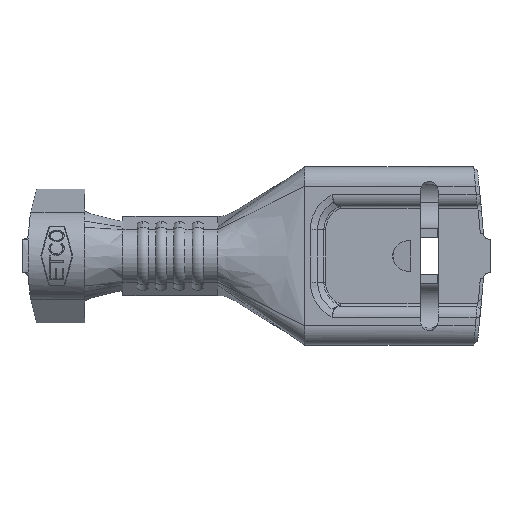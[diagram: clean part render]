
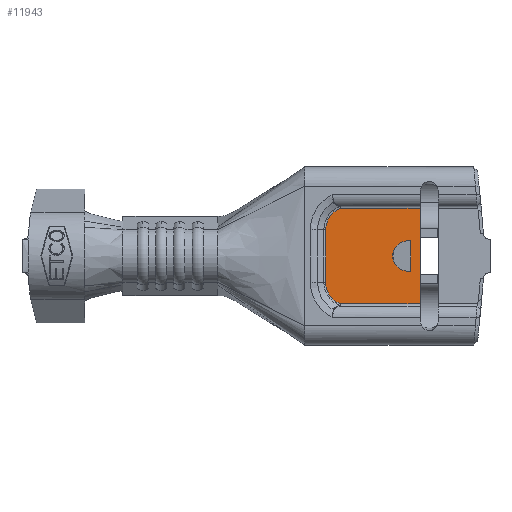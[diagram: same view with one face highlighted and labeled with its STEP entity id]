
A CAD part, front view. The second image highlights one B-rep face of the part: STEP entity #11943.
In plain terms, the highlighted planar face has unit normal (0, -1, 0).
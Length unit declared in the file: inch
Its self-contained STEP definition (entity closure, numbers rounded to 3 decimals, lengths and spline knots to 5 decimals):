
#167 = EDGE_CURVE ( 'NONE', #5956, #14098, #2898, .T. ) ;
#261 = LINE ( 'NONE', #4956, #11963 ) ;
#366 = CARTESIAN_POINT ( 'NONE',  ( -0.24948, 0.012, -0.0709 ) ) ;
#376 = AXIS2_PLACEMENT_3D ( 'NONE', #4306, #12365, #5546 ) ;
#802 = ORIENTED_EDGE ( 'NONE', *, *, #11732, .T. ) ;
#841 = EDGE_CURVE ( 'NONE', #1019, #7688, #261, .T. ) ;
#1019 = VERTEX_POINT ( 'NONE', #1823 ) ;
#1200 = VECTOR ( 'NONE', #2007, 39.37008 ) ;
#1496 = CARTESIAN_POINT ( 'NONE',  ( -0.23608, 0.012, -0.07875 ) ) ;
#1823 = CARTESIAN_POINT ( 'NONE',  ( -0.105, 0.012, -0.07875 ) ) ;
#2007 = DIRECTION ( 'NONE',  ( 0., 0., 1. ) ) ;
#2072 = CARTESIAN_POINT ( 'NONE',  ( -0.12, 0.012, 0.025 ) ) ;
#2609 = VERTEX_POINT ( 'NONE', #10249 ) ;
#2681 = EDGE_CURVE ( 'NONE', #2609, #12240, #8800, .T. ) ;
#2792 = EDGE_CURVE ( 'NONE', #14098, #6763, #6224, .T. ) ;
#2848 = EDGE_CURVE ( 'NONE', #12237, #5956, #14215, .T. ) ;
#2898 = CIRCLE ( 'NONE', #13695, 0.025 ) ;
#3124 = ORIENTED_EDGE ( 'NONE', *, *, #167, .F. ) ;
#3481 = CARTESIAN_POINT ( 'NONE',  ( -0.125, 0.012, 0.025 ) ) ;
#3756 = CARTESIAN_POINT ( 'NONE',  ( -0.12, 0.012, 0.025 ) ) ;
#3767 = FACE_BOUND ( 'NONE', #10326, .T. ) ;
#3807 = CARTESIAN_POINT ( 'NONE',  ( -0.23608, 0.012, -0.07875 ) ) ;
#4306 = CARTESIAN_POINT ( 'NONE',  ( -0.262, 0.012, 0.07875 ) ) ;
#4406 = ORIENTED_EDGE ( 'NONE', *, *, #13698, .T. ) ;
#4944 = VERTEX_POINT ( 'NONE', #10200 ) ;
#4956 = CARTESIAN_POINT ( 'NONE',  ( -0.105, 0.012, -0.11 ) ) ;
#5045 = DIRECTION ( 'NONE',  ( 1., 0., 0. ) ) ;
#5055 = CARTESIAN_POINT ( 'NONE',  ( -0.125, 0.012, 0. ) ) ;
#5213 = ORIENTED_EDGE ( 'NONE', *, *, #2848, .F. ) ;
#5504 = VECTOR ( 'NONE', #9993, 39.37008 ) ;
#5542 = LINE ( 'NONE', #8105, #11223 ) ;
#5546 = DIRECTION ( 'NONE',  ( 0., 0., -1. ) ) ;
#5630 = CARTESIAN_POINT ( 'NONE',  ( -0.26041, 0.012, 0.07875 ) ) ;
#5789 = ORIENTED_EDGE ( 'NONE', *, *, #8460, .F. ) ;
#5923 = CARTESIAN_POINT ( 'NONE',  ( -0.26041, 0.012, -0.04296 ) ) ;
#5956 = VERTEX_POINT ( 'NONE', #3481 ) ;
#5974 = CARTESIAN_POINT ( 'NONE',  ( -0.26041, 0.012, -0.05069 ) ) ;
#6185 = DIRECTION ( 'NONE',  ( 0., 0., -1. ) ) ;
#6224 = LINE ( 'NONE', #14136, #11553 ) ;
#6447 = EDGE_CURVE ( 'NONE', #4944, #7688, #7883, .T. ) ;
#6481 = CARTESIAN_POINT ( 'NONE',  ( -0.25804, 0.012, 0.05831 ) ) ;
#6763 = VERTEX_POINT ( 'NONE', #6782 ) ;
#6767 = FACE_OUTER_BOUND ( 'NONE', #13052, .T. ) ;
#6782 = CARTESIAN_POINT ( 'NONE',  ( -0.12, 0.012, -0.025 ) ) ;
#7112 = CARTESIAN_POINT ( 'NONE',  ( -0.25807, 0.012, -0.05825 ) ) ;
#7223 = DIRECTION ( 'NONE',  ( 0., 0., 1. ) ) ;
#7433 = VERTEX_POINT ( 'NONE', #12604 ) ;
#7435 = VECTOR ( 'NONE', #12441, 39.37008 ) ;
#7606 = CARTESIAN_POINT ( 'NONE',  ( -0.26041, 0.012, 0.04296 ) ) ;
#7688 = VERTEX_POINT ( 'NONE', #12140 ) ;
#7883 = LINE ( 'NONE', #8478, #13603 ) ;
#8105 = CARTESIAN_POINT ( 'NONE',  ( -0.262, 0.012, -0.07875 ) ) ;
#8241 = CARTESIAN_POINT ( 'NONE',  ( -0.24327, 0.012, -0.07591 ) ) ;
#8460 = EDGE_CURVE ( 'NONE', #6763, #12237, #9855, .T. ) ;
#8478 = CARTESIAN_POINT ( 'NONE',  ( -0.262, 0.012, 0.07875 ) ) ;
#8700 = CARTESIAN_POINT ( 'NONE',  ( -0.24327, 0.012, 0.07591 ) ) ;
#8800 = B_SPLINE_CURVE_WITH_KNOTS ( 'NONE', 3,
 ( #5923, #5974, #7112, #366, #8241, #1496 ),
 .UNSPECIFIED., .F., .F.,
 ( 4, 2, 4 ),
 ( 0., 0.00058, 0.00116 ),
 .UNSPECIFIED. ) ;
#8878 = ORIENTED_EDGE ( 'NONE', *, *, #10454, .T. ) ;
#9264 = DIRECTION ( 'NONE',  ( 1., 0., 0. ) ) ;
#9628 = DIRECTION ( 'NONE',  ( 1., 0., 0. ) ) ;
#9847 = CARTESIAN_POINT ( 'NONE',  ( -0.23608, 0.012, 0.07875 ) ) ;
#9855 = LINE ( 'NONE', #11085, #1200 ) ;
#9993 = DIRECTION ( 'NONE',  ( -1., 0., 0. ) ) ;
#10164 = B_SPLINE_CURVE_WITH_KNOTS ( 'NONE', 3,
 ( #9847, #8700, #13293, #6481, #14437, #7606 ),
 .UNSPECIFIED., .F., .F.,
 ( 4, 2, 4 ),
 ( 0., 0.00058, 0.00116 ),
 .UNSPECIFIED. ) ;
#10200 = CARTESIAN_POINT ( 'NONE',  ( -0.23608, 0.012, 0.07875 ) ) ;
#10249 = CARTESIAN_POINT ( 'NONE',  ( -0.26041, 0.012, -0.04296 ) ) ;
#10326 = EDGE_LOOP ( 'NONE', ( #5213, #5789, #10909, #3124 ) ) ;
#10454 = EDGE_CURVE ( 'NONE', #4944, #7433, #10164, .T. ) ;
#10468 = LINE ( 'NONE', #5630, #7435 ) ;
#10909 = ORIENTED_EDGE ( 'NONE', *, *, #2792, .F. ) ;
#11077 = CARTESIAN_POINT ( 'NONE',  ( -0.125, 0.012, -0.025 ) ) ;
#11085 = CARTESIAN_POINT ( 'NONE',  ( -0.12, 0.012, -0.025 ) ) ;
#11206 = PLANE ( 'NONE',  #376 ) ;
#11223 = VECTOR ( 'NONE', #9264, 39.37008 ) ;
#11553 = VECTOR ( 'NONE', #5045, 39.37008 ) ;
#11732 = EDGE_CURVE ( 'NONE', #12240, #1019, #5542, .T. ) ;
#11943 = ADVANCED_FACE ( 'NONE', ( #3767, #6767 ), #11206, .T. ) ;
#11963 = VECTOR ( 'NONE', #7223, 39.37008 ) ;
#12059 = ORIENTED_EDGE ( 'NONE', *, *, #6447, .F. ) ;
#12140 = CARTESIAN_POINT ( 'NONE',  ( -0.105, 0.012, 0.07875 ) ) ;
#12237 = VERTEX_POINT ( 'NONE', #3756 ) ;
#12240 = VERTEX_POINT ( 'NONE', #3807 ) ;
#12365 = DIRECTION ( 'NONE',  ( 0., -1., 0. ) ) ;
#12441 = DIRECTION ( 'NONE',  ( 0., 0., -1. ) ) ;
#12604 = CARTESIAN_POINT ( 'NONE',  ( -0.26041, 0.012, 0.04296 ) ) ;
#13000 = DIRECTION ( 'NONE',  ( 0., -1., 0. ) ) ;
#13052 = EDGE_LOOP ( 'NONE', ( #12059, #8878, #4406, #14031, #802, #13904 ) ) ;
#13293 = CARTESIAN_POINT ( 'NONE',  ( -0.24943, 0.012, 0.07095 ) ) ;
#13603 = VECTOR ( 'NONE', #9628, 39.37008 ) ;
#13695 = AXIS2_PLACEMENT_3D ( 'NONE', #5055, #13000, #6185 ) ;
#13698 = EDGE_CURVE ( 'NONE', #7433, #2609, #10468, .T. ) ;
#13904 = ORIENTED_EDGE ( 'NONE', *, *, #841, .T. ) ;
#14031 = ORIENTED_EDGE ( 'NONE', *, *, #2681, .T. ) ;
#14098 = VERTEX_POINT ( 'NONE', #11077 ) ;
#14136 = CARTESIAN_POINT ( 'NONE',  ( -0.125, 0.012, -0.025 ) ) ;
#14215 = LINE ( 'NONE', #2072, #5504 ) ;
#14437 = CARTESIAN_POINT ( 'NONE',  ( -0.26041, 0.012, 0.05069 ) ) ;
